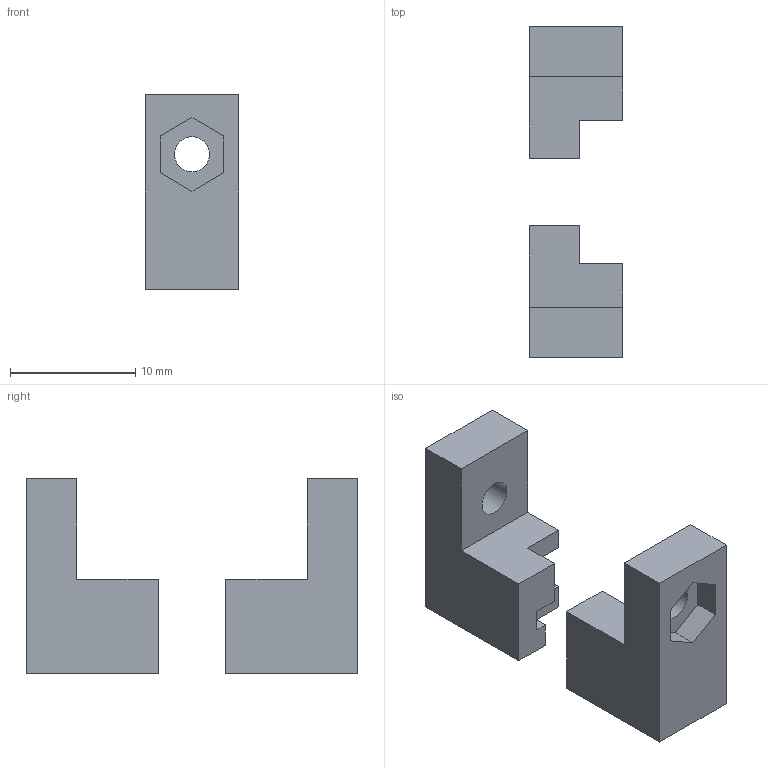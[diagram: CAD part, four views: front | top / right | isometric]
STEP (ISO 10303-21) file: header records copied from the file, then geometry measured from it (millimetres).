
FILE_DESCRIPTION(/* description */ (''),/* implementation_level */ '2;1');
FILE_NAME(/* name */ 'new two v11.step',/* time_stamp */ '2023-12-01T16:39:42+08:00',/* author */ (''),/* organization */ (''),/* preprocessor_version */ 'ST-DEVELOPER v20',/* originating_system */ 'Autodesk Translation Framework v12.14.0.127',/* authorisation */ '');
FILE_SCHEMA (('AUTOMOTIVE_DESIGN { 1 0 10303 214 3 1 1 }'));
Length unit declared in the file: millimetre
Products named in the file (1): new two
Bounding box: 7.5 x 26.4 x 15.5 mm (x, y, z)
Volume: 1093 mm3; surface area: 1436.5 mm2
Topology: 2 solids, 2 shells, 68 faces, 176 edges, 116 vertices
Faces by surface type: plane 62, cylinder 6
Full cylindrical faces by diameter (mm): 2.8 x6
Entity records: 2088 total; most frequent: CARTESIAN_POINT 361, ORIENTED_EDGE 352, DIRECTION 326, EDGE_CURVE 176, LINE 164, VECTOR 164, VERTEX_POINT 116, AXIS2_PLACEMENT_3D 81
